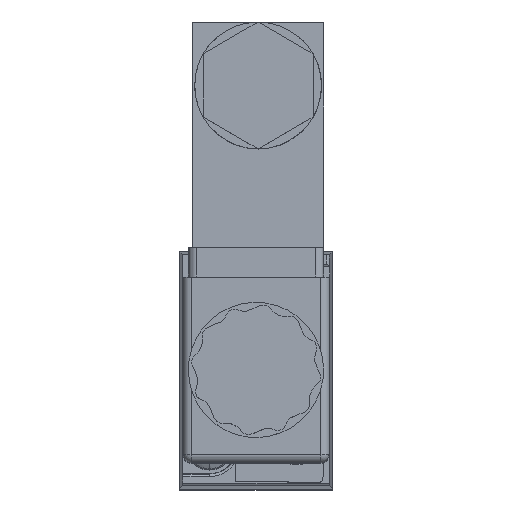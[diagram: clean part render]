
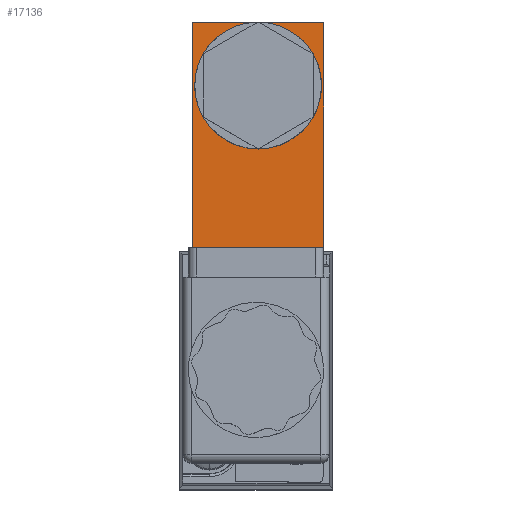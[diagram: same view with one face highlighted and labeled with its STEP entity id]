
A CAD part, top view. The second image highlights one B-rep face of the part: STEP entity #17136.
In plain terms, the highlighted planar face has unit normal (0, 0, 1).
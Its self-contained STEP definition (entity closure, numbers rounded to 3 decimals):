
#884 = VECTOR ( 'NONE', #12093, 1000. ) ;
#885 = VERTEX_POINT ( 'NONE', #25008 ) ;
#1473 = CARTESIAN_POINT ( 'NONE',  ( 17.05, 28.55, 44.126 ) ) ;
#2424 = ORIENTED_EDGE ( 'NONE', *, *, #16230, .F. ) ;
#3011 = VECTOR ( 'NONE', #14840, 1000. ) ;
#3585 = CARTESIAN_POINT ( 'NONE',  ( 17.05, 55.15, 44.126 ) ) ;
#3732 = CARTESIAN_POINT ( 'NONE',  ( 8.435, 55.15, 44.126 ) ) ;
#3893 = ORIENTED_EDGE ( 'NONE', *, *, #19650, .T. ) ;
#5296 = VERTEX_POINT ( 'NONE', #29448 ) ;
#6199 = VERTEX_POINT ( 'NONE', #23595 ) ;
#6237 = CARTESIAN_POINT ( 'NONE',  ( 9.3, 47.7, 44.126 ) ) ;
#7298 = VECTOR ( 'NONE', #17421, 1000. ) ;
#8892 = VERTEX_POINT ( 'NONE', #3732 ) ;
#8903 = VERTEX_POINT ( 'NONE', #31477 ) ;
#8936 = AXIS2_PLACEMENT_3D ( 'NONE', #21088, #32482, #29278 ) ;
#11085 = EDGE_CURVE ( 'NONE', #6199, #885, #18612, .T. ) ;
#11542 = DIRECTION ( 'NONE',  ( 0., 0., 1. ) ) ;
#12093 = DIRECTION ( 'NONE',  ( 1., 0., 0. ) ) ;
#12115 = CARTESIAN_POINT ( 'NONE',  ( 17.05, 28.55, 44.126 ) ) ;
#12180 = DIRECTION ( 'NONE',  ( 0., 1., 0. ) ) ;
#12626 = LINE ( 'NONE', #3585, #884 ) ;
#14446 = VERTEX_POINT ( 'NONE', #18145 ) ;
#14840 = DIRECTION ( 'NONE',  ( 1., 0., 0. ) ) ;
#16230 = EDGE_CURVE ( 'NONE', #8903, #5296, #23042, .T. ) ;
#16912 = LINE ( 'NONE', #1473, #33469 ) ;
#17136 = ADVANCED_FACE ( 'NONE', ( #18909 ), #34642, .T. ) ;
#17421 = DIRECTION ( 'NONE',  ( 0., 1., 0. ) ) ;
#18145 = CARTESIAN_POINT ( 'NONE',  ( 9.3, 40.2, 44.126 ) ) ;
#18281 = ORIENTED_EDGE ( 'NONE', *, *, #35061, .F. ) ;
#18307 = EDGE_CURVE ( 'NONE', #5296, #8892, #12626, .T. ) ;
#18612 = LINE ( 'NONE', #29690, #23309 ) ;
#18909 = FACE_OUTER_BOUND ( 'NONE', #25058, .T. ) ;
#19496 = CIRCLE ( 'NONE', #26996, 7.5 ) ;
#19650 = EDGE_CURVE ( 'NONE', #24080, #885, #16912, .T. ) ;
#21088 = CARTESIAN_POINT ( 'NONE',  ( 17.05, 28.55, 44.126 ) ) ;
#22026 = EDGE_CURVE ( 'NONE', #8903, #24080, #34446, .T. ) ;
#23042 = LINE ( 'NONE', #28318, #7298 ) ;
#23309 = VECTOR ( 'NONE', #27426, 1000. ) ;
#23595 = CARTESIAN_POINT ( 'NONE',  ( 10.165, 55.15, 44.126 ) ) ;
#24044 = ORIENTED_EDGE ( 'NONE', *, *, #18307, .F. ) ;
#24080 = VERTEX_POINT ( 'NONE', #33666 ) ;
#24828 = CIRCLE ( 'NONE', #31293, 7.5 ) ;
#24916 = ORIENTED_EDGE ( 'NONE', *, *, #22026, .T. ) ;
#25008 = CARTESIAN_POINT ( 'NONE',  ( 17.05, 55.15, 44.126 ) ) ;
#25058 = EDGE_LOOP ( 'NONE', ( #27612, #24044, #2424, #24916, #3893, #34651, #18281 ) ) ;
#25400 = DIRECTION ( 'NONE',  ( 0., -1., 0. ) ) ;
#25462 = CARTESIAN_POINT ( 'NONE',  ( 9.3, 47.7, 44.126 ) ) ;
#25954 = DIRECTION ( 'NONE',  ( 0., 0., 1. ) ) ;
#26996 = AXIS2_PLACEMENT_3D ( 'NONE', #25462, #11542, #33287 ) ;
#27426 = DIRECTION ( 'NONE',  ( 1., 0., 0. ) ) ;
#27612 = ORIENTED_EDGE ( 'NONE', *, *, #31846, .F. ) ;
#28318 = CARTESIAN_POINT ( 'NONE',  ( 1.55, 28.55, 44.126 ) ) ;
#29278 = DIRECTION ( 'NONE',  ( 0., -1., 0. ) ) ;
#29448 = CARTESIAN_POINT ( 'NONE',  ( 1.55, 55.15, 44.126 ) ) ;
#29690 = CARTESIAN_POINT ( 'NONE',  ( 17.05, 55.15, 44.126 ) ) ;
#31293 = AXIS2_PLACEMENT_3D ( 'NONE', #6237, #25954, #25400 ) ;
#31477 = CARTESIAN_POINT ( 'NONE',  ( 1.55, 28.55, 44.126 ) ) ;
#31846 = EDGE_CURVE ( 'NONE', #8892, #14446, #19496, .T. ) ;
#32482 = DIRECTION ( 'NONE',  ( 0., 0., 1. ) ) ;
#33287 = DIRECTION ( 'NONE',  ( 0., -1., 0. ) ) ;
#33469 = VECTOR ( 'NONE', #12180, 1000. ) ;
#33666 = CARTESIAN_POINT ( 'NONE',  ( 17.05, 28.55, 44.126 ) ) ;
#34446 = LINE ( 'NONE', #12115, #3011 ) ;
#34642 = PLANE ( 'NONE',  #8936 ) ;
#34651 = ORIENTED_EDGE ( 'NONE', *, *, #11085, .F. ) ;
#35061 = EDGE_CURVE ( 'NONE', #14446, #6199, #24828, .T. ) ;
